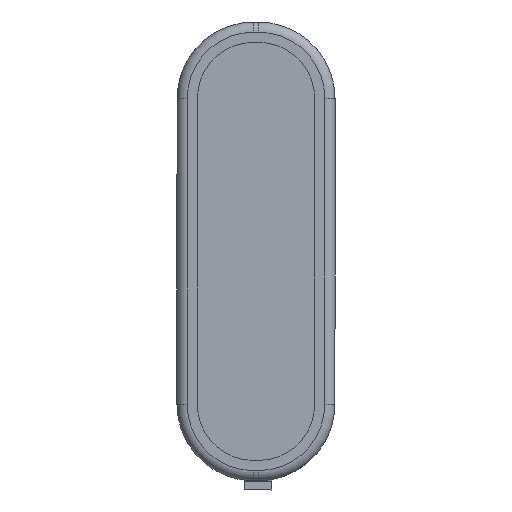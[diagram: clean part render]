
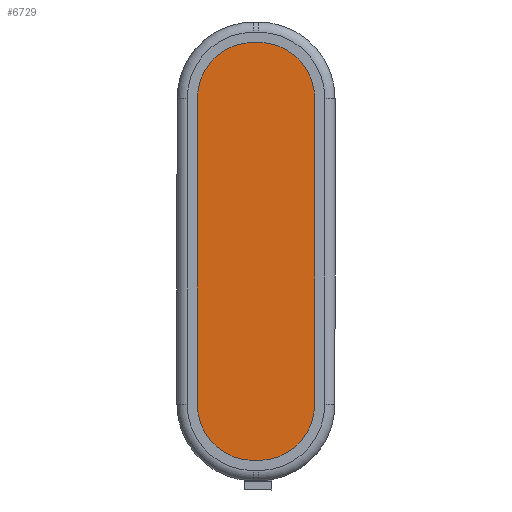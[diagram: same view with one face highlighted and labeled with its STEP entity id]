
A CAD part, front view. The second image highlights one B-rep face of the part: STEP entity #6729.
In plain terms, the highlighted planar face has unit normal (0, -1, 0).
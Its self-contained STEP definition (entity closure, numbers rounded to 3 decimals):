
#2298=CARTESIAN_POINT('',(10.634,0.2,79.111));
#2299=DIRECTION('',(0.,-1.,0.));
#2300=DIRECTION('',(1.,0.,0.));
#2301=AXIS2_PLACEMENT_3D('',#2298,#2299,#2300);
#2303=DIRECTION('',(0.,0.,1.));
#2304=VECTOR('',#2303,60.);
#2305=CARTESIAN_POINT('',(21.619,0.2,19.108));
#2306=LINE('',#2305,#2304);
#2307=CARTESIAN_POINT('',(10.619,0.2,19.111));
#2308=DIRECTION('',(0.,-1.,0.));
#2309=DIRECTION('',(0.,0.,-1.));
#2310=AXIS2_PLACEMENT_3D('',#2307,#2308,#2309);
#2312=DIRECTION('',(1.,0.,0.));
#2313=VECTOR('',#2312,1.);
#2314=CARTESIAN_POINT('',(9.617,0.2,8.111));
#2315=LINE('',#2314,#2313);
#2316=CARTESIAN_POINT('',(9.619,0.2,19.111));
#2317=DIRECTION('',(0.,-1.,0.));
#2318=DIRECTION('',(-1.,0.,0.));
#2319=AXIS2_PLACEMENT_3D('',#2316,#2317,#2318);
#2321=DIRECTION('',(0.,0.,-1.));
#2322=VECTOR('',#2321,60.);
#2323=CARTESIAN_POINT('',(-1.366,0.2,79.114));
#2324=LINE('',#2323,#2322);
#2325=CARTESIAN_POINT('',(9.634,0.2,79.111));
#2326=DIRECTION('',(0.,-1.,0.));
#2327=DIRECTION('',(0.,0.,1.));
#2328=AXIS2_PLACEMENT_3D('',#2325,#2326,#2327);
#2330=DIRECTION('',(-1.,0.,0.));
#2331=VECTOR('',#2330,1.);
#2332=CARTESIAN_POINT('',(10.637,0.2,90.111));
#2333=LINE('',#2332,#2331);
#2446=CARTESIAN_POINT('',(10.637,0.2,90.111));
#2447=VERTEX_POINT('',#2446);
#2448=CARTESIAN_POINT('',(21.634,0.2,79.108));
#2449=VERTEX_POINT('',#2448);
#2450=CARTESIAN_POINT('',(21.619,0.2,19.108));
#2451=VERTEX_POINT('',#2450);
#2452=CARTESIAN_POINT('',(10.617,0.2,8.111));
#2453=VERTEX_POINT('',#2452);
#2454=CARTESIAN_POINT('',(9.617,0.2,8.111));
#2455=VERTEX_POINT('',#2454);
#2456=CARTESIAN_POINT('',(-1.381,0.2,19.114));
#2457=VERTEX_POINT('',#2456);
#2458=CARTESIAN_POINT('',(-1.366,0.2,79.114));
#2459=VERTEX_POINT('',#2458);
#2460=CARTESIAN_POINT('',(9.637,0.2,90.111));
#2461=VERTEX_POINT('',#2460);
#6714=CARTESIAN_POINT('',(10.127,0.2,49.111));
#6715=DIRECTION('',(0.,1.,0.));
#6716=DIRECTION('',(0.,0.,-1.));
#6717=AXIS2_PLACEMENT_3D('',#6714,#6715,#6716);
#6718=PLANE('',#6717);
#6719=ORIENTED_EDGE('',*,*,#6554,.F.);
#6720=ORIENTED_EDGE('',*,*,#6576,.F.);
#6721=ORIENTED_EDGE('',*,*,#6597,.F.);
#6722=ORIENTED_EDGE('',*,*,#6618,.F.);
#6723=ORIENTED_EDGE('',*,*,#6639,.F.);
#6724=ORIENTED_EDGE('',*,*,#6660,.F.);
#6725=ORIENTED_EDGE('',*,*,#6681,.F.);
#6726=ORIENTED_EDGE('',*,*,#6701,.F.);
#6727=EDGE_LOOP('',(#6719,#6720,#6721,#6722,#6723,#6724,#6725,#6726));
#6728=FACE_OUTER_BOUND('',#6727,.F.);
#6729=ADVANCED_FACE('',(#6728),#6718,.F.);
#2302=CIRCLE('',#2301,11.);
#2311=CIRCLE('',#2310,11.);
#2320=CIRCLE('',#2319,11.);
#2329=CIRCLE('',#2328,11.);
#6554=EDGE_CURVE('',#2449,#2447,#2302,.T.);
#6576=EDGE_CURVE('',#2451,#2449,#2306,.T.);
#6597=EDGE_CURVE('',#2453,#2451,#2311,.T.);
#6618=EDGE_CURVE('',#2455,#2453,#2315,.T.);
#6639=EDGE_CURVE('',#2457,#2455,#2320,.T.);
#6660=EDGE_CURVE('',#2459,#2457,#2324,.T.);
#6681=EDGE_CURVE('',#2461,#2459,#2329,.T.);
#6701=EDGE_CURVE('',#2447,#2461,#2333,.T.);
